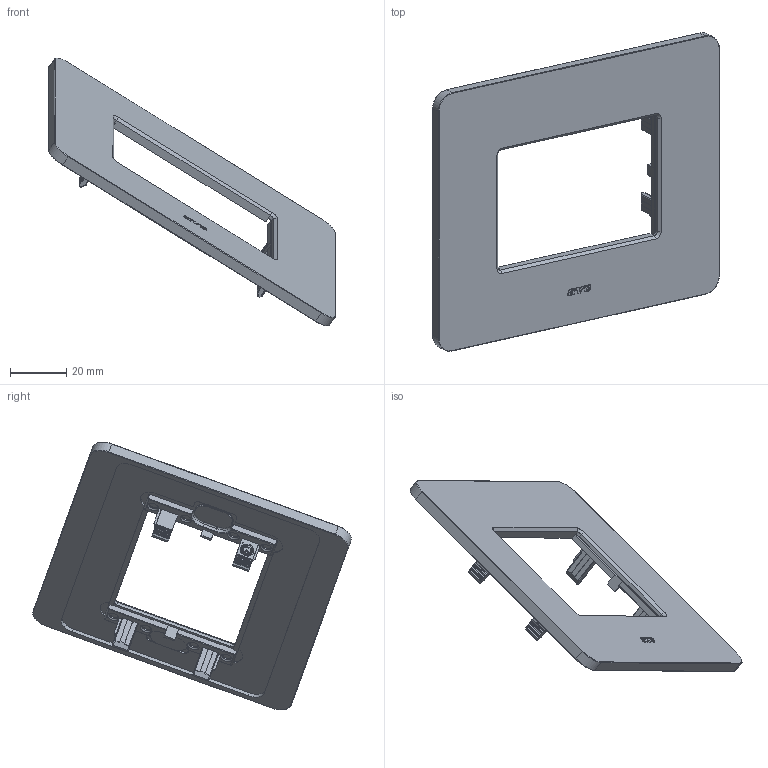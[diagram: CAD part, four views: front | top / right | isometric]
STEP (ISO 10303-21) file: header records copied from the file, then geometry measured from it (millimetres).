
FILE_DESCRIPTION(('CATIA V5 STEP Exchange'),'2;1');
FILE_NAME('44PSMC3B.stp','2024-10-11T09:07:14+00:00',('none'),('none'),'CATIA Version 5-6 Release 2016 SP6','CATIA V5 STEP AP203','none');
FILE_SCHEMA(('CONFIG_CONTROL_DESIGN'));
Length unit declared in the file: millimetre
Products named in the file (1): 44PSMC3@
Assembly tree (4 placements, depth 2):
  44PSMC3@
    #57
    #8776  x2
    #20437
Bounding box: 102.29 x 113.66 x 95.6 mm (x, y, z)
Volume: 28912.6 mm3; surface area: 23680 mm2
Topology: 3 solids, 3 shells, 825 faces, 2160 edges, 1336 vertices
Faces by surface type: plane 344, cylinder 296, bspline 76, extrusion 37, sphere 36, torus 20, cone 16
Entity records: 20463 total; most frequent: CARTESIAN_POINT 8266, ORIENTED_EDGE 2814, DIRECTION 1881, EDGE_CURVE 1407, VERTEX_POINT 894, VECTOR 789, LINE 752, AXIS2_PLACEMENT_3D 705
